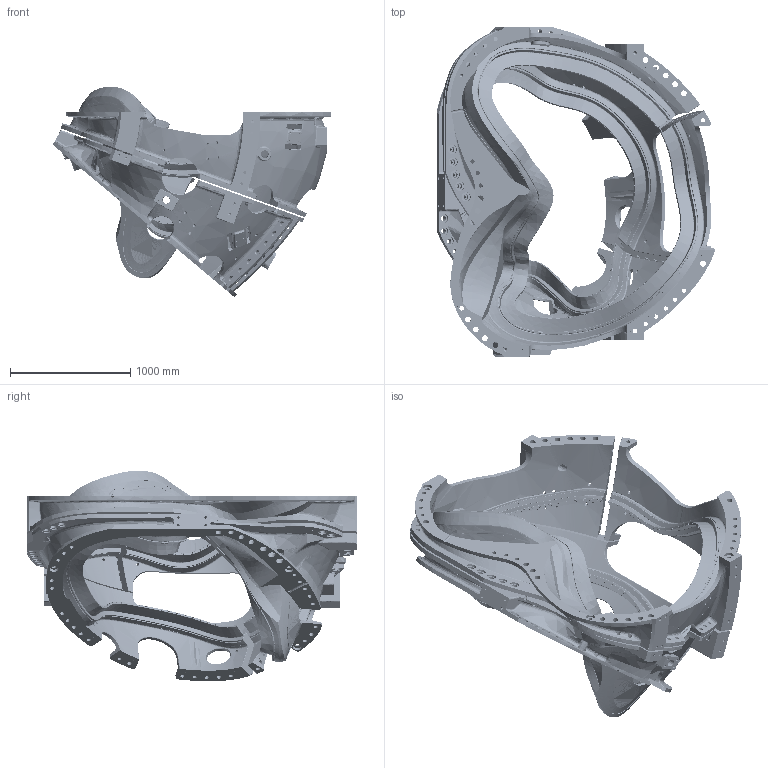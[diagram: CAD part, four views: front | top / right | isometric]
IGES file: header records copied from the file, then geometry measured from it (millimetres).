
Global section: file name: 042208 H.MC9; native system: MASTERCAM; preprocessor: 1; date: 080422.125730; units: inch
Bounding box: 2320.42 x 2753.52 x 1753.72 mm (x, y, z)
Surface area: 28500606.1 mm2 (no closed solid volume)
Topology: 0 solids, 0 shells, 3984 faces, 315100 edges, 315217 vertices
Faces by surface type: bspline 3984
